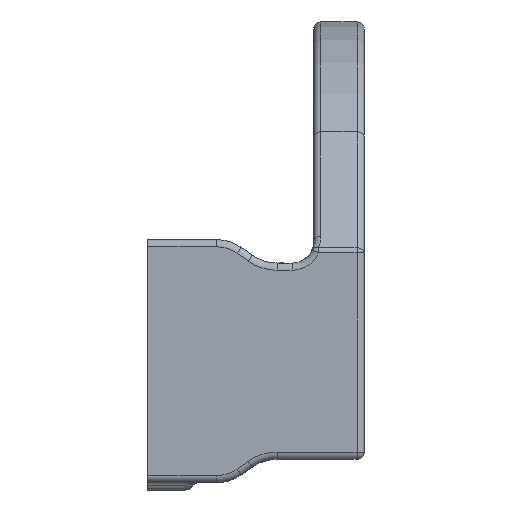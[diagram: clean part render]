
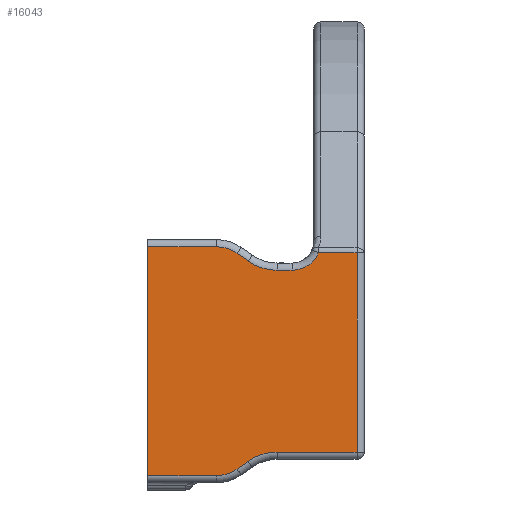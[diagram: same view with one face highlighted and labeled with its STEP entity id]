
A CAD part, front view. The second image highlights one B-rep face of the part: STEP entity #16043.
In plain terms, the highlighted planar face has unit normal (0, -1, 0).
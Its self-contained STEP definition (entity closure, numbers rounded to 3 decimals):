
#46 = EDGE_CURVE ( 'NONE', #1479, #7290, #18648, .T. ) ;
#93 = CIRCLE ( 'NONE', #7532, 7. ) ;
#175 = CARTESIAN_POINT ( 'NONE',  ( -13.632, -1.5, -14.946 ) ) ;
#428 = VERTEX_POINT ( 'NONE', #17237 ) ;
#586 = LINE ( 'NONE', #4847, #689 ) ;
#655 = EDGE_CURVE ( 'NONE', #18155, #18237, #93, .T. ) ;
#689 = VECTOR ( 'NONE', #8173, 1000. ) ;
#1158 = DIRECTION ( 'NONE',  ( 0., 1., 0. ) ) ;
#1479 = VERTEX_POINT ( 'NONE', #12991 ) ;
#1567 = DIRECTION ( 'NONE',  ( 0., 0., 1. ) ) ;
#1588 = VERTEX_POINT ( 'NONE', #7317 ) ;
#1698 = EDGE_CURVE ( 'NONE', #18237, #2677, #10621, .T. ) ;
#1946 = LINE ( 'NONE', #12262, #2084 ) ;
#1968 = CARTESIAN_POINT ( 'NONE',  ( 4., -1.5, -12.6 ) ) ;
#2084 = VECTOR ( 'NONE', #13826, 1000. ) ;
#2161 = DIRECTION ( 'NONE',  ( 1., 0., 0. ) ) ;
#2332 = EDGE_CURVE ( 'NONE', #428, #10165, #14068, .T. ) ;
#2677 = VERTEX_POINT ( 'NONE', #14741 ) ;
#2834 = PLANE ( 'NONE',  #5683 ) ;
#2976 = CARTESIAN_POINT ( 'NONE',  ( 3., -1.5, 14.998 ) ) ;
#3155 = DIRECTION ( 'NONE',  ( 0., -1., 0. ) ) ;
#3334 = EDGE_CURVE ( 'NONE', #10848, #1588, #4015, .T. ) ;
#3853 = EDGE_CURVE ( 'NONE', #11527, #12082, #11285, .T. ) ;
#4015 = LINE ( 'NONE', #7017, #5379 ) ;
#4106 = DIRECTION ( 'NONE',  ( 0., 1., 0. ) ) ;
#4201 = DIRECTION ( 'NONE',  ( 0., 0., 1. ) ) ;
#4627 = ORIENTED_EDGE ( 'NONE', *, *, #1698, .T. ) ;
#4787 = CARTESIAN_POINT ( 'NONE',  ( -6., -1.5, 12.6 ) ) ;
#4847 = CARTESIAN_POINT ( 'NONE',  ( -12.09, -1.5, -13.866 ) ) ;
#5002 = CARTESIAN_POINT ( 'NONE',  ( -6., -1.5, 16.6 ) ) ;
#5197 = CIRCLE ( 'NONE', #18903, 7. ) ;
#5379 = VECTOR ( 'NONE', #8500, 1000. ) ;
#5683 = AXIS2_PLACEMENT_3D ( 'NONE', #5746, #4106, #4201 ) ;
#5746 = CARTESIAN_POINT ( 'NONE',  ( 0., -1.5, 0. ) ) ;
#6465 = DIRECTION ( 'NONE',  ( 0., 0., 1. ) ) ;
#6575 = ORIENTED_EDGE ( 'NONE', *, *, #17633, .T. ) ;
#7017 = CARTESIAN_POINT ( 'NONE',  ( -26., -1.5, -16.85 ) ) ;
#7148 = VERTEX_POINT ( 'NONE', #9630 ) ;
#7212 = ORIENTED_EDGE ( 'NONE', *, *, #19184, .T. ) ;
#7290 = VERTEX_POINT ( 'NONE', #8839 ) ;
#7317 = CARTESIAN_POINT ( 'NONE',  ( -26., -1.5, 15.85 ) ) ;
#7532 = AXIS2_PLACEMENT_3D ( 'NONE', #8456, #1158, #13130 ) ;
#7632 = DIRECTION ( 'NONE',  ( 0., 0., 1. ) ) ;
#7687 = CARTESIAN_POINT ( 'NONE',  ( -26., -1.5, -15.85 ) ) ;
#7873 = ORIENTED_EDGE ( 'NONE', *, *, #3334, .F. ) ;
#7940 = ORIENTED_EDGE ( 'NONE', *, *, #15379, .T. ) ;
#8059 = CARTESIAN_POINT ( 'NONE',  ( 2.537, -1.5, 3.624 ) ) ;
#8173 = DIRECTION ( 'NONE',  ( 0.819, 0., 0.574 ) ) ;
#8456 = CARTESIAN_POINT ( 'NONE',  ( -8.075, -1.5, -19.6 ) ) ;
#8500 = DIRECTION ( 'NONE',  ( 0., 0., 1. ) ) ;
#8530 = VECTOR ( 'NONE', #11832, 1000. ) ;
#8839 = CARTESIAN_POINT ( 'NONE',  ( -16.5, -1.5, 15.85 ) ) ;
#9297 = AXIS2_PLACEMENT_3D ( 'NONE', #16218, #3155, #7632 ) ;
#9593 = DIRECTION ( 'NONE',  ( -1., 0., 0. ) ) ;
#9630 = CARTESIAN_POINT ( 'NONE',  ( -8.075, -1.5, 12.6 ) ) ;
#10004 = CIRCLE ( 'NONE', #15599, 4. ) ;
#10054 = EDGE_CURVE ( 'NONE', #7290, #1588, #11860, .T. ) ;
#10165 = VERTEX_POINT ( 'NONE', #14357 ) ;
#10183 = ORIENTED_EDGE ( 'NONE', *, *, #10824, .T. ) ;
#10621 = LINE ( 'NONE', #1968, #15675 ) ;
#10824 = EDGE_CURVE ( 'NONE', #7148, #18925, #5197, .T. ) ;
#10848 = VERTEX_POINT ( 'NONE', #7687 ) ;
#10879 = DIRECTION ( 'NONE',  ( 0., -1., 0. ) ) ;
#10938 = VECTOR ( 'NONE', #9593, 1000. ) ;
#11250 = EDGE_CURVE ( 'NONE', #15858, #7148, #13210, .T. ) ;
#11285 = CIRCLE ( 'NONE', #11896, 5. ) ;
#11527 = VERTEX_POINT ( 'NONE', #18846 ) ;
#11735 = LINE ( 'NONE', #2976, #8530 ) ;
#11743 = VECTOR ( 'NONE', #15846, 1000. ) ;
#11832 = DIRECTION ( 'NONE',  ( 0., 0., 1. ) ) ;
#11860 = LINE ( 'NONE', #12242, #18908 ) ;
#11896 = AXIS2_PLACEMENT_3D ( 'NONE', #16735, #10879, #15279 ) ;
#11979 = CARTESIAN_POINT ( 'NONE',  ( -8.075, -1.5, 19.6 ) ) ;
#12082 = VERTEX_POINT ( 'NONE', #175 ) ;
#12242 = CARTESIAN_POINT ( 'NONE',  ( 0., -1.5, 15.85 ) ) ;
#12251 = ORIENTED_EDGE ( 'NONE', *, *, #3853, .T. ) ;
#12262 = CARTESIAN_POINT ( 'NONE',  ( -16.5, -1.5, -15.85 ) ) ;
#12414 = CARTESIAN_POINT ( 'NONE',  ( 0., -1.5, 14.998 ) ) ;
#12693 = ORIENTED_EDGE ( 'NONE', *, *, #17255, .T. ) ;
#12694 = ORIENTED_EDGE ( 'NONE', *, *, #10054, .T. ) ;
#12835 = LINE ( 'NONE', #8059, #18240 ) ;
#12860 = EDGE_LOOP ( 'NONE', ( #4627, #12693, #17131, #7940, #17253, #10183, #7212, #16401, #12694, #7873, #6575, #12251, #15060, #14516 ) ) ;
#12991 = CARTESIAN_POINT ( 'NONE',  ( -13.632, -1.5, 14.946 ) ) ;
#13130 = DIRECTION ( 'NONE',  ( 0., 0., 1. ) ) ;
#13210 = LINE ( 'NONE', #17688, #11743 ) ;
#13734 = DIRECTION ( 'NONE',  ( 0., 1., 0. ) ) ;
#13826 = DIRECTION ( 'NONE',  ( 1., 0., 0. ) ) ;
#13853 = CARTESIAN_POINT ( 'NONE',  ( -12.09, -1.5, 13.866 ) ) ;
#13902 = CARTESIAN_POINT ( 'NONE',  ( -12.09, -1.5, -13.866 ) ) ;
#14005 = DIRECTION ( 'NONE',  ( -0.819, 0., 0.574 ) ) ;
#14068 = LINE ( 'NONE', #12414, #10938 ) ;
#14357 = CARTESIAN_POINT ( 'NONE',  ( -2.335, -1.5, 14.998 ) ) ;
#14516 = ORIENTED_EDGE ( 'NONE', *, *, #655, .T. ) ;
#14741 = CARTESIAN_POINT ( 'NONE',  ( 3., -1.5, -12.6 ) ) ;
#15060 = ORIENTED_EDGE ( 'NONE', *, *, #15164, .T. ) ;
#15164 = EDGE_CURVE ( 'NONE', #12082, #18155, #586, .T. ) ;
#15279 = DIRECTION ( 'NONE',  ( 0., 0., 1. ) ) ;
#15379 = EDGE_CURVE ( 'NONE', #10165, #15858, #10004, .T. ) ;
#15599 = AXIS2_PLACEMENT_3D ( 'NONE', #5002, #18251, #6465 ) ;
#15675 = VECTOR ( 'NONE', #2161, 1000. ) ;
#15846 = DIRECTION ( 'NONE',  ( -1., 0., 0. ) ) ;
#15858 = VERTEX_POINT ( 'NONE', #4787 ) ;
#16043 = ADVANCED_FACE ( 'NONE', ( #19103 ), #2834, .F. ) ;
#16218 = CARTESIAN_POINT ( 'NONE',  ( -16.5, -1.5, 10.85 ) ) ;
#16351 = DIRECTION ( 'NONE',  ( -1., 0., 0. ) ) ;
#16401 = ORIENTED_EDGE ( 'NONE', *, *, #46, .T. ) ;
#16735 = CARTESIAN_POINT ( 'NONE',  ( -16.5, -1.5, -10.85 ) ) ;
#17131 = ORIENTED_EDGE ( 'NONE', *, *, #2332, .T. ) ;
#17237 = CARTESIAN_POINT ( 'NONE',  ( 3., -1.5, 14.998 ) ) ;
#17253 = ORIENTED_EDGE ( 'NONE', *, *, #11250, .T. ) ;
#17255 = EDGE_CURVE ( 'NONE', #2677, #428, #11735, .T. ) ;
#17308 = CARTESIAN_POINT ( 'NONE',  ( -8.075, -1.5, -12.6 ) ) ;
#17633 = EDGE_CURVE ( 'NONE', #10848, #11527, #1946, .T. ) ;
#17688 = CARTESIAN_POINT ( 'NONE',  ( 0., -1.5, 12.6 ) ) ;
#18155 = VERTEX_POINT ( 'NONE', #13902 ) ;
#18237 = VERTEX_POINT ( 'NONE', #17308 ) ;
#18240 = VECTOR ( 'NONE', #14005, 1000. ) ;
#18251 = DIRECTION ( 'NONE',  ( 0., 1., 0. ) ) ;
#18648 = CIRCLE ( 'NONE', #9297, 5. ) ;
#18846 = CARTESIAN_POINT ( 'NONE',  ( -16.5, -1.5, -15.85 ) ) ;
#18903 = AXIS2_PLACEMENT_3D ( 'NONE', #11979, #13734, #1567 ) ;
#18908 = VECTOR ( 'NONE', #16351, 1000. ) ;
#18925 = VERTEX_POINT ( 'NONE', #13853 ) ;
#19103 = FACE_OUTER_BOUND ( 'NONE', #12860, .T. ) ;
#19184 = EDGE_CURVE ( 'NONE', #18925, #1479, #12835, .T. ) ;
